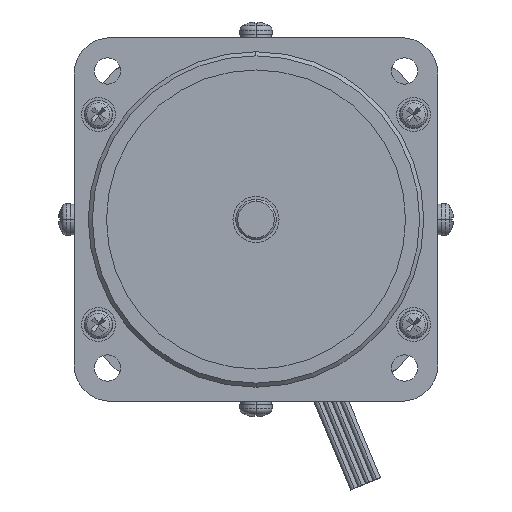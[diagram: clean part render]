
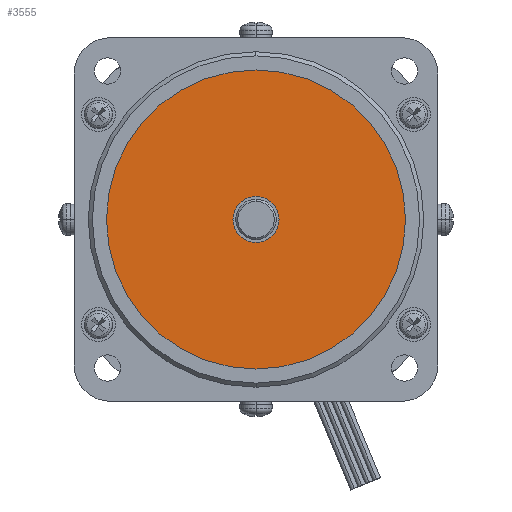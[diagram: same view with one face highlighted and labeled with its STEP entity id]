
A CAD part, left-side view. The second image highlights one B-rep face of the part: STEP entity #3555.
In plain terms, the highlighted planar face has unit normal (-1, 0, 0).
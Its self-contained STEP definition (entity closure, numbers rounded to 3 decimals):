
#1947=CARTESIAN_POINT('POINT18882',(0.,0.,
   5.7));
#1948=VERTEX_POINT('VERTEX18882',#1947);
#1955=CARTESIAN_POINT('POINT18883',(0.,
   0.,-5.7));
#1956=VERTEX_POINT('VERTEX18883',#1955);
#1957=CARTESIAN_POINT('POS26185',(0.,0.,0.));
#1958=DIRECTION('DIR39398',(1.,0.,0.));
#1959=DIRECTION('DIR39399',(0.,0.,1.));
#1960=AXIS2_PLACEMENT_3D('AXIS13214',#1957,#1958,#1959);
#1961=CIRCLE('ELLIPSE5794',#1960,5.7);
#1962=EDGE_CURVE('EDGE30320',#1956,#1948,#1961,.T.);
#1982=EDGE_CURVE('EDGE30322',#1948,#1956,#1961,.T.);
#3531=ORIENTED_EDGE('COEDGE60855',*,*,#1982,.T.);
#3532=ORIENTED_EDGE('COEDGE60856',*,*,#1962,.T.);
#3533=EDGE_LOOP('NONE',(#3531,#3532));
#3534=FACE_BOUND('LOOP1',#3533,.T.);
#3535=CARTESIAN_POINT('POINT18968',(0.,0.,
   37.));
#3536=VERTEX_POINT('VERTEX18968',#3535);
#3537=CARTESIAN_POINT('POINT18969',(0.,
   0.,-37.));
#3538=VERTEX_POINT('VERTEX18969',#3537);
#3539=CARTESIAN_POINT('POS26300',(0.,0.,0.));
#3540=DIRECTION('DIR39563',(1.,0.,0.));
#3541=DIRECTION('DIR39564',(0.,0.,1.));
#3542=AXIS2_PLACEMENT_3D('AXIS13264',#3539,#3540,#3541);
#3543=CIRCLE('ELLIPSE5807',#3542,37.);
#3544=EDGE_CURVE('EDGE30459',#3536,#3538,#3543,.T.);
#3545=ORIENTED_EDGE('COEDGE60857',*,*,#3544,.F.);
#3546=EDGE_CURVE('EDGE30460',#3538,#3536,#3543,.T.);
#3547=ORIENTED_EDGE('COEDGE60858',*,*,#3546,.F.);
#3548=EDGE_LOOP('NONE',(#3545,#3547));
#3549=FACE_BOUND('LOOP1',#3548,.T.);
#3550=CARTESIAN_POINT('POS26301',(0.,0.,0.));
#3551=DIRECTION('DIR39565',(1.,0.,0.));
#3552=DIRECTION('DIR39566',(0.,1.,0.));
#3553=AXIS2_PLACEMENT_3D('AXIS13265',#3550,#3551,#3552);
#3554=PLANE('PLANE5156',#3553);
#3555=ADVANCED_FACE('FACE12503',(#3534,#3549),#3554,.F.);
